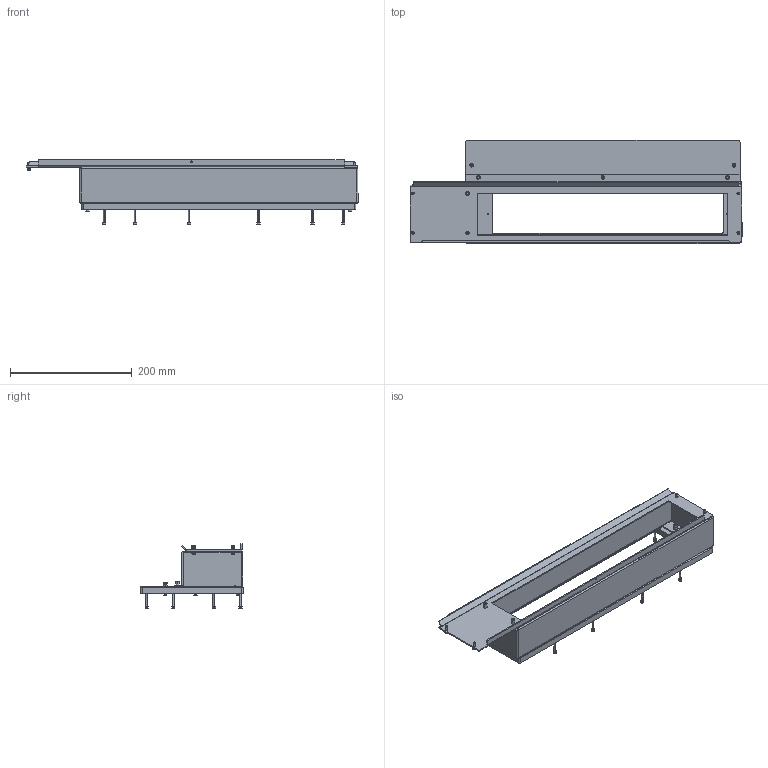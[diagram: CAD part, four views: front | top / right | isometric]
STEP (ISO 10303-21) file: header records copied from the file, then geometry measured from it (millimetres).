
FILE_DESCRIPTION (( 'STEP AP214' ), '1' );
FILE_NAME ('INGUN_115599.STEP', '2024-10-10T10:59:53', ( '' ), ( '' ), 'SwSTEP 2.0', 'SolidWorks 2021', '' );
FILE_SCHEMA (( 'AUTOMOTIVE_DESIGN' ));
Length unit declared in the file: millimetre
Products named in the file (10): DIN912~n_M03,0x016; DIN912~n_M03,0x010; 115594~1_S; ISO7380~n_M04,0x008; INGUN_115599; 115568~1; 115757~0_S; DIN912~n_M03,0x030; DIN7991~n_M04,0x010 VA; 115670~2_S
Assembly tree (31 placements, depth 2):
  INGUN_115599
    115670~2_S
    115594~1_S
    115568~1
    115757~0_S
    DIN912~n_M03,0x016  x6
    DIN912~n_M03,0x010  x4
    DIN7991~n_M04,0x010 VA  x3
    DIN912~n_M03,0x030  x12
    ISO7380~n_M04,0x008  x2
Bounding box: 546.5 x 170 x 106 mm (x, y, z)
Volume: 596410.1 mm3; surface area: 410700.9 mm2
Topology: 31 solids, 31 shells, 1109 faces, 2748 edges, 1763 vertices
Faces by surface type: cylinder 715, plane 280, cone 110, torus 4
Entity records: 15547 total; most frequent: DIRECTION 2745, CARTESIAN_POINT 2464, ORIENTED_EDGE 2380, EDGE_CURVE 1190, AXIS2_PLACEMENT_3D 1052, VERTEX_POINT 755, VECTOR 641, LINE 641
